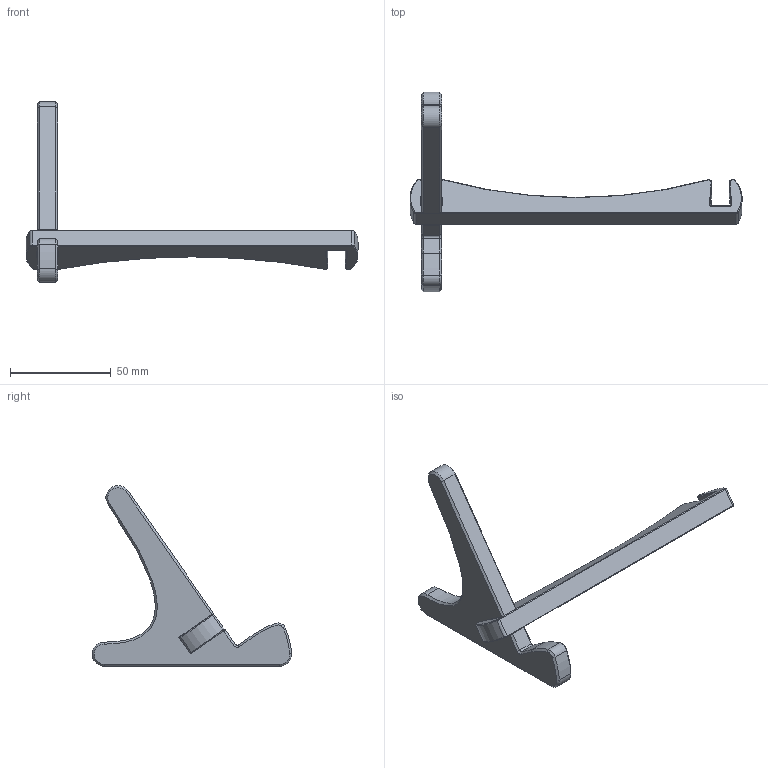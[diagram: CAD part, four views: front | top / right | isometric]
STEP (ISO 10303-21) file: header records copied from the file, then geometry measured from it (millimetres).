
FILE_DESCRIPTION(('FreeCAD Model'),'2;1');
FILE_NAME('Open CASCADE Shape Model','2022-04-10T17:15:30',('Author'),( ''),'Open CASCADE STEP processor 7.5','FreeCAD','Unknown');
FILE_SCHEMA(('AUTOMOTIVE_DESIGN { 1 0 10303 214 1 1 1 1 }'));
Length unit declared in the file: millimetre
Products named in the file (3): Keyboard_Stand; side; middle
Assembly tree (2 placements, depth 2):
  Keyboard_Stand
    side
    middle
Bounding box: 164.58 x 98.95 x 89.54 mm (x, y, z)
Volume: 49461.8 mm3; surface area: 17409.3 mm2
Topology: 2 solids, 2 shells, 137 faces, 319 edges, 188 vertices
Faces by surface type: plane 62, cone 48, cylinder 24, bspline 2, extrusion 1
Entity records: 8168 total; most frequent: CARTESIAN_POINT 1931, DIRECTION 1088, ORIENTED_EDGE 638, PCURVE 638, DEFINITIONAL_REPRESENTATION 638, VECTOR 596, LINE 595, EDGE_CURVE 319
